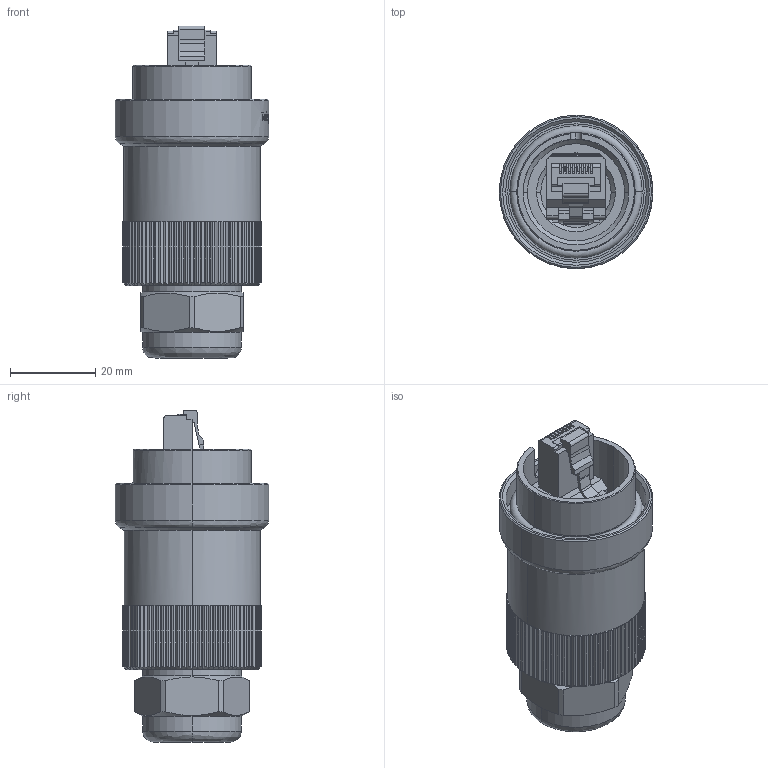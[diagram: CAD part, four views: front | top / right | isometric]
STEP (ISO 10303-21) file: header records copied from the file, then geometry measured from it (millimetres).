
FILE_DESCRIPTION (( 'STEP AP214' ), '1' );
FILE_NAME ('J60026A0000H50.STEP', '2016-11-16T08:52:30', ( '' ), ( '' ), 'SwSTEP 2.0', 'SolidWorks 2015', '' );
FILE_SCHEMA (( 'AUTOMOTIVE_DESIGN' ));
Length unit declared in the file: millimetre
Products named in the file (8): B04005A1394; B04005A1396; J60026A0000H50; H06012A2000H50; H66010A0000; B07013A0021_aufgeweitet auf 19,7; B07014A0006_aufgeweitet 26,4; B01012A0046_Pflitsch Ek 153 i7
Assembly tree (7 placements, depth 3):
  J60026A0000H50
    H66010A0000
      B04005A1396
      B04005A1394
      B01012A0046_Pflitsch Ek 153 i7
      B07014A0006_aufgeweitet 26,4
      B07013A0021_aufgeweitet auf 19,7
    H06012A2000H50
Bounding box: 36.01 x 36 x 77.9 mm (x, y, z)
Volume: 30365.4 mm3; surface area: 29672.4 mm2
Topology: 6 solids, 8 shells, 1843 faces, 5084 edges, 3322 vertices
Faces by surface type: plane 1015, cylinder 565, cone 158, bspline 101, torus 4
Entity records: 84422 total; most frequent: CARTESIAN_POINT 17546, ORIENTED_EDGE 10168, DIRECTION 9148, EDGE_CURVE 5084, VERTEX_POINT 3322, AXIS2_PLACEMENT_3D 3117, VECTOR 2914, LINE 2914
